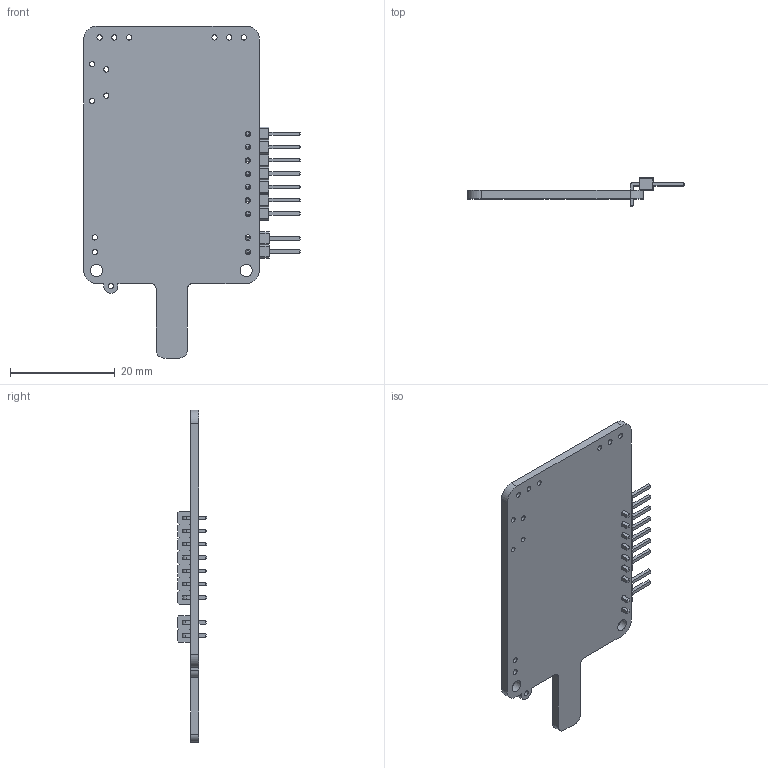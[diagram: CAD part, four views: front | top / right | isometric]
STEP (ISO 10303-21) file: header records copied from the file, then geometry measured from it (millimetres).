
FILE_DESCRIPTION(/* description */ (''),/* implementation_level */ '2;1');
FILE_NAME(/* name */ 'Component3.step',/* time_stamp */ '2022-10-18T13:11:17-03:00',/* author */ (''),/* organization */ (''),/* preprocessor_version */ 'ST-DEVELOPER v19',/* originating_system */ 'Autodesk Translation Framework v11.7.0.108',/* authorisation */ '');
FILE_SCHEMA (('AUTOMOTIVE_DESIGN { 1 0 10303 214 3 1 1 }'));
Length unit declared in the file: millimetre
Products named in the file (1): FusionComponent
Bounding box: 41.45 x 5.62 x 63.42 mm (x, y, z)
Volume: 2870.2 mm3; surface area: 4346.9 mm2
Topology: 1 solids, 1 shells, 298 faces, 804 edges, 512 vertices
Faces by surface type: plane 256, cylinder 42
Full cylindrical faces by diameter (mm): 1 x20, 2.337 x2
Entity records: 9293 total; most frequent: CARTESIAN_POINT 1615, ORIENTED_EDGE 1608, DIRECTION 1486, EDGE_CURVE 804, LINE 720, VECTOR 720, VERTEX_POINT 512, AXIS2_PLACEMENT_3D 383
